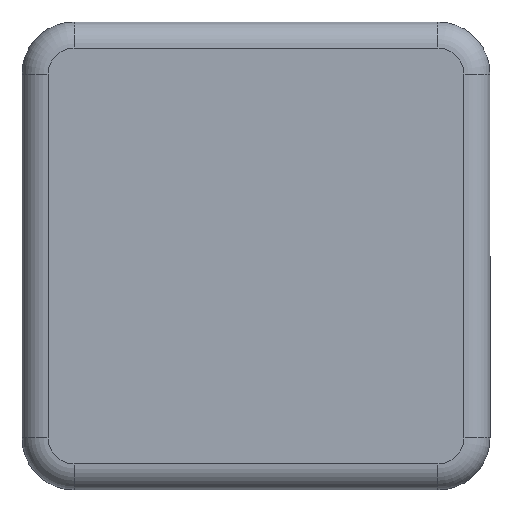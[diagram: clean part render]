
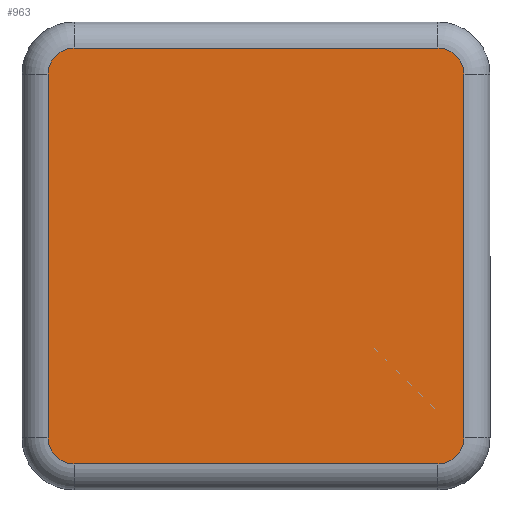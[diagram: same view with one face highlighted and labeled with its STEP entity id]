
A CAD part, left-side view. The second image highlights one B-rep face of the part: STEP entity #963.
In plain terms, the highlighted planar face has unit normal (-1, 0, 0).
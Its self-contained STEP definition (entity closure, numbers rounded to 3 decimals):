
#39 = EDGE_CURVE ( 'NONE', #382, #387, #93, .T. ) ;
#40 = EDGE_CURVE ( 'NONE', #406, #398, #44, .T. ) ;
#44 = CIRCLE ( 'NONE', #170, 0.05 ) ;
#68 = VECTOR ( 'NONE', #818, 1000. ) ;
#72 = CIRCLE ( 'NONE', #182, 0.05 ) ;
#74 = VECTOR ( 'NONE', #811, 1000. ) ;
#75 = LINE ( 'NONE', #813, #74 ) ;
#77 = VECTOR ( 'NONE', #814, 1000. ) ;
#83 = VECTOR ( 'NONE', #810, 1000. ) ;
#88 = LINE ( 'NONE', #798, #83 ) ;
#89 = LINE ( 'NONE', #610, #68 ) ;
#90 = LINE ( 'NONE', #817, #77 ) ;
#93 = CIRCLE ( 'NONE', #169, 0.05 ) ;
#95 = AXIS2_PLACEMENT_3D ( 'NONE', #629, #620, #618 ) ;
#115 = AXIS2_PLACEMENT_3D ( 'NONE', #1075, #1074, #1073 ) ;
#135 = EDGE_CURVE ( 'NONE', #387, #396, #89, .T. ) ;
#136 = EDGE_CURVE ( 'NONE', #386, #406, #90, .T. ) ;
#137 = EDGE_CURVE ( 'NONE', #398, #382, #75, .T. ) ;
#138 = EDGE_CURVE ( 'NONE', #396, #384, #72, .T. ) ;
#140 = EDGE_CURVE ( 'NONE', #384, #453, #88, .T. ) ;
#169 = AXIS2_PLACEMENT_3D ( 'NONE', #544, #543, #588 ) ;
#170 = AXIS2_PLACEMENT_3D ( 'NONE', #541, #584, #585 ) ;
#182 = AXIS2_PLACEMENT_3D ( 'NONE', #804, #803, #801 ) ;
#206 = CIRCLE ( 'NONE', #115, 0.05 ) ;
#291 = ORIENTED_EDGE ( 'NONE', *, *, #138, .T. ) ;
#320 = ORIENTED_EDGE ( 'NONE', *, *, #1207, .T. ) ;
#323 = ORIENTED_EDGE ( 'NONE', *, *, #40, .T. ) ;
#342 = ORIENTED_EDGE ( 'NONE', *, *, #135, .T. ) ;
#382 = VERTEX_POINT ( 'NONE', #563 ) ;
#384 = VERTEX_POINT ( 'NONE', #549 ) ;
#386 = VERTEX_POINT ( 'NONE', #547 ) ;
#387 = VERTEX_POINT ( 'NONE', #550 ) ;
#396 = VERTEX_POINT ( 'NONE', #864 ) ;
#398 = VERTEX_POINT ( 'NONE', #862 ) ;
#406 = VERTEX_POINT ( 'NONE', #853 ) ;
#453 = VERTEX_POINT ( 'NONE', #840 ) ;
#530 = EDGE_LOOP ( 'NONE', ( #342, #291, #1335, #320, #1307, #323, #1290, #1333 ) ) ;
#541 = CARTESIAN_POINT ( 'NONE',  ( -0.8, -0.35, -0.35 ) ) ;
#543 = DIRECTION ( 'NONE',  ( -1., 0., 0. ) ) ;
#544 = CARTESIAN_POINT ( 'NONE',  ( -0.8, -0.35, 0.35 ) ) ;
#547 = CARTESIAN_POINT ( 'NONE',  ( -0.8, 0.35, -0.4 ) ) ;
#549 = CARTESIAN_POINT ( 'NONE',  ( -0.8, 0.4, 0.35 ) ) ;
#550 = CARTESIAN_POINT ( 'NONE',  ( -0.8, -0.35, 0.4 ) ) ;
#563 = CARTESIAN_POINT ( 'NONE',  ( -0.8, -0.4, 0.35 ) ) ;
#584 = DIRECTION ( 'NONE',  ( -1., 0., 0. ) ) ;
#585 = DIRECTION ( 'NONE',  ( 0., 0., 1. ) ) ;
#588 = DIRECTION ( 'NONE',  ( 0., 0., 1. ) ) ;
#610 = CARTESIAN_POINT ( 'NONE',  ( -0.8, -0.35, 0.4 ) ) ;
#618 = DIRECTION ( 'NONE',  ( 0., 0., -1. ) ) ;
#620 = DIRECTION ( 'NONE',  ( -1., 0., 0. ) ) ;
#622 = PLANE ( 'NONE',  #95 ) ;
#629 = CARTESIAN_POINT ( 'NONE',  ( -0.8, -0.35, -0.35 ) ) ;
#798 = CARTESIAN_POINT ( 'NONE',  ( -0.8, 0.4, -0.35 ) ) ;
#801 = DIRECTION ( 'NONE',  ( 0., 0., 1. ) ) ;
#803 = DIRECTION ( 'NONE',  ( -1., 0., 0. ) ) ;
#804 = CARTESIAN_POINT ( 'NONE',  ( -0.8, 0.35, 0.35 ) ) ;
#810 = DIRECTION ( 'NONE',  ( 0., 0., -1. ) ) ;
#811 = DIRECTION ( 'NONE',  ( 0., 0., 1. ) ) ;
#813 = CARTESIAN_POINT ( 'NONE',  ( -0.8, -0.4, -0.35 ) ) ;
#814 = DIRECTION ( 'NONE',  ( 0., -1., 0. ) ) ;
#817 = CARTESIAN_POINT ( 'NONE',  ( -0.8, -0.35, -0.4 ) ) ;
#818 = DIRECTION ( 'NONE',  ( 0., 1., 0. ) ) ;
#840 = CARTESIAN_POINT ( 'NONE',  ( -0.8, 0.4, -0.35 ) ) ;
#853 = CARTESIAN_POINT ( 'NONE',  ( -0.8, -0.35, -0.4 ) ) ;
#862 = CARTESIAN_POINT ( 'NONE',  ( -0.8, -0.4, -0.35 ) ) ;
#864 = CARTESIAN_POINT ( 'NONE',  ( -0.8, 0.35, 0.4 ) ) ;
#932 = FACE_OUTER_BOUND ( 'NONE', #530, .T. ) ;
#963 = ADVANCED_FACE ( 'NONE', ( #932 ), #622, .T. ) ;
#1073 = DIRECTION ( 'NONE',  ( 0., 0., 1. ) ) ;
#1074 = DIRECTION ( 'NONE',  ( -1., 0., 0. ) ) ;
#1075 = CARTESIAN_POINT ( 'NONE',  ( -0.8, 0.35, -0.35 ) ) ;
#1207 = EDGE_CURVE ( 'NONE', #453, #386, #206, .T. ) ;
#1290 = ORIENTED_EDGE ( 'NONE', *, *, #137, .T. ) ;
#1307 = ORIENTED_EDGE ( 'NONE', *, *, #136, .T. ) ;
#1333 = ORIENTED_EDGE ( 'NONE', *, *, #39, .T. ) ;
#1335 = ORIENTED_EDGE ( 'NONE', *, *, #140, .T. ) ;
